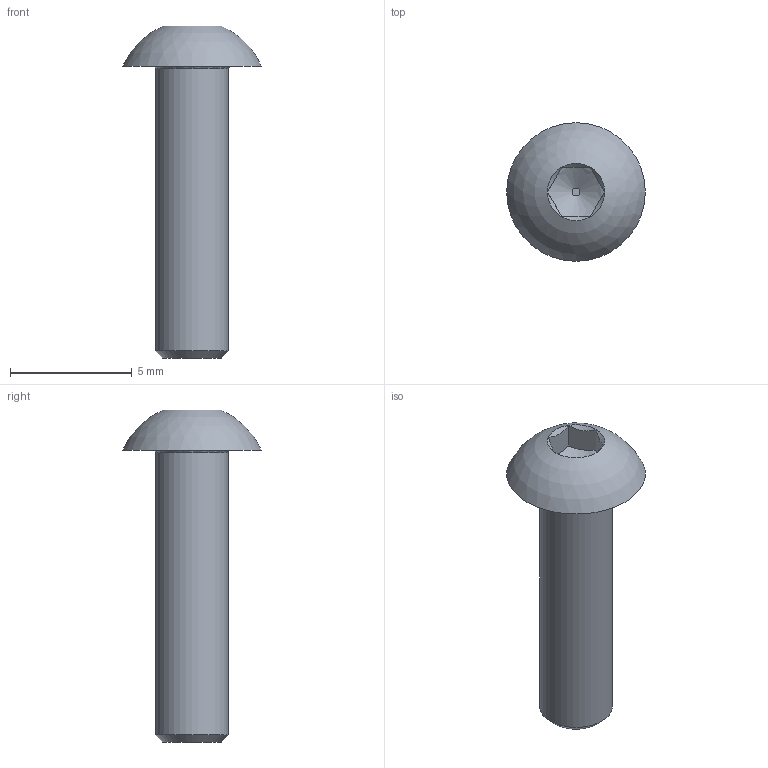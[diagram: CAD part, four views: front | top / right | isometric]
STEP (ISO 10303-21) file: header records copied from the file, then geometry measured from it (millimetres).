
FILE_DESCRIPTION(('FreeCAD Model'),'2;1');
FILE_NAME('Open CASCADE Shape Model','2023-02-11T17:59:45',(''),(''), 'Open CASCADE STEP processor 7.6','FreeCAD','Unknown');
FILE_SCHEMA(('AUTOMOTIVE_DESIGN { 1 0 10303 214 1 1 1 1 }'));
Length unit declared in the file: millimetre
Products named in the file (1): M3x12-Tornillo
Bounding box: 5.7 x 5.7 x 13.65 mm (x, y, z)
Volume: 106.7 mm3; surface area: 180.8 mm2
Topology: 1 solids, 1 shells, 15 faces, 32 edges, 20 vertices
Faces by surface type: plane 9, cone 3, sphere 1, revolution 1, cylinder 1
Full cylindrical faces by diameter (mm): 3 x1
Entity records: 954 total; most frequent: CARTESIAN_POINT 289, DIRECTION 127, ORIENTED_EDGE 64, PCURVE 64, DEFINITIONAL_REPRESENTATION 64, LINE 46, VECTOR 46, AXIS2_PLACEMENT_3D 38
